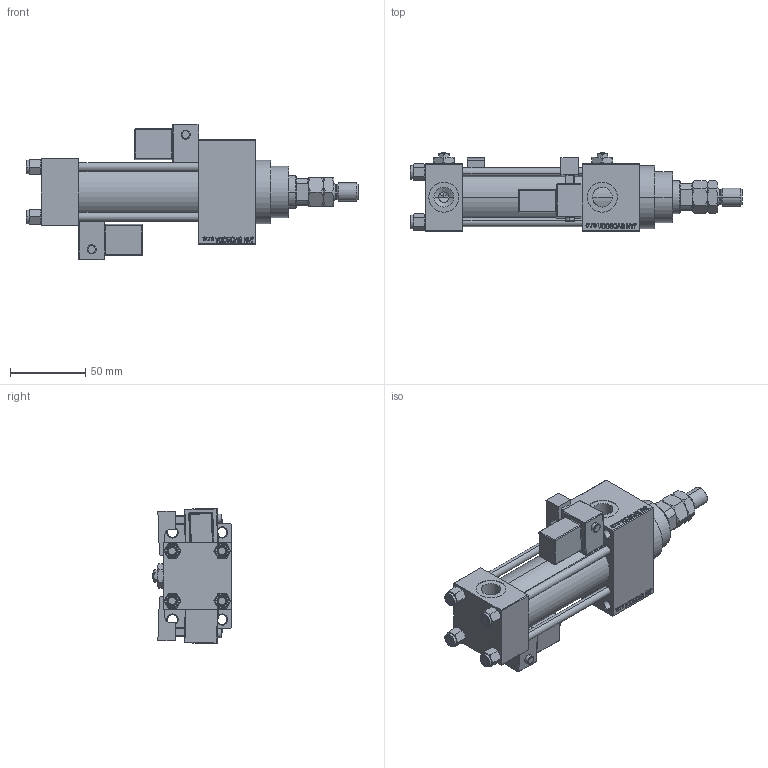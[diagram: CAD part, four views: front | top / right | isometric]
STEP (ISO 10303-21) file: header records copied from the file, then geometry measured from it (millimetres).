
FILE_DESCRIPTION (( 'STEP AP203' ), '1' );
FILE_NAME ('4f89.STEP', '2022-04-15T07:44:10', ( '' ), ( '' ), 'SwSTEP 2.0', 'SolidWorks 2019', '' );
FILE_SCHEMA (( 'CONFIG_CONTROL_DESIGN' ));
Length unit declared in the file: millimetre
Products named in the file (9): MTA af01d60b30cc6b2c424f1bcfd17e766a; 4f89; V215_VC_A af01d60b30cc6b2c424f1bcfd17e766a; Zatka_pro_OIL_PORT af01d60b30cc6b2c424f1bcfd17e766a; V215CR_VCP_D af01d60b30cc6b2c424f1bcfd17e766a; NUT_M5_D af01d60b30cc6b2c424f1bcfd17e766a; V215CR_D_Body af01d60b30cc6b2c424f1bcfd17e766a; V215CR_D_TYCINKA af01d60b30cc6b2c424f1bcfd17e766a; V215CR_MSU af01d60b30cc6b2c424f1bcfd17e766a
Assembly tree (16 placements, depth 2):
  4f89
    V215CR_D_Body af01d60b30cc6b2c424f1bcfd17e766a
    V215CR_VCP_D af01d60b30cc6b2c424f1bcfd17e766a
    NUT_M5_D af01d60b30cc6b2c424f1bcfd17e766a  x4
    V215CR_D_TYCINKA af01d60b30cc6b2c424f1bcfd17e766a  x4
    V215_VC_A af01d60b30cc6b2c424f1bcfd17e766a
    MTA af01d60b30cc6b2c424f1bcfd17e766a
    V215CR_MSU af01d60b30cc6b2c424f1bcfd17e766a  x2
    Zatka_pro_OIL_PORT af01d60b30cc6b2c424f1bcfd17e766a  x2
Bounding box: 221 x 52 x 90.31 mm (x, y, z)
Volume: 313950.5 mm3; surface area: 106874.7 mm2
Topology: 16 solids, 16 shells, 1410 faces, 3447 edges, 2170 vertices
Faces by surface type: plane 619, bspline 368, cone 214, cylinder 163, sphere 24, torus 22
Entity records: 53009 total; most frequent: CARTESIAN_POINT 26547, ORIENTED_EDGE 5800, DIRECTION 4022, EDGE_CURVE 2900, VERTEX_POINT 1868, VECTOR 1676, LINE 1676, EDGE_LOOP 1312
